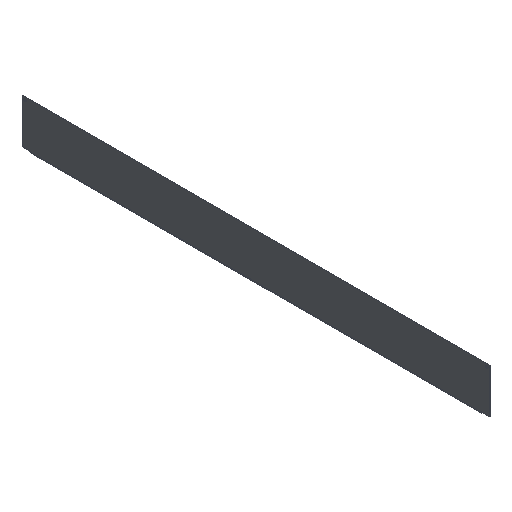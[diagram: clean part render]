
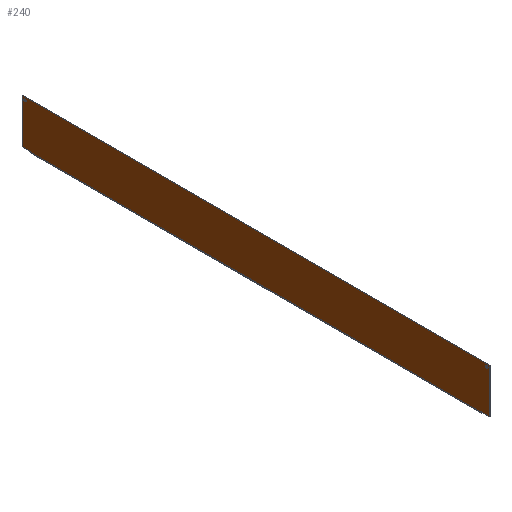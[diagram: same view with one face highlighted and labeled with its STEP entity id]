
A CAD part, isometric view. The second image highlights one B-rep face of the part: STEP entity #240.
In plain terms, the highlighted planar face has unit normal (-1, 0, 0).
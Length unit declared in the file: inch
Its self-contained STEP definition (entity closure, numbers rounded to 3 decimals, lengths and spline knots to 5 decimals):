
#36 = ORIENTED_EDGE ( 'NONE', *, *, #514, .F. ) ;
#84 = CARTESIAN_POINT ( 'NONE',  ( -0.057, -29.9375, 2.9375 ) ) ;
#96 = DIRECTION ( 'NONE',  ( 0., 1., 0. ) ) ;
#103 = VECTOR ( 'NONE', #938, 39.37008 ) ;
#117 = CARTESIAN_POINT ( 'NONE',  ( -0.057, 29.9375, -2.9375 ) ) ;
#137 = VECTOR ( 'NONE', #1760, 39.37008 ) ;
#142 = CARTESIAN_POINT ( 'NONE',  ( -0.057, -29.5625, 2.5625 ) ) ;
#151 = FACE_BOUND ( 'NONE', #352, .T. ) ;
#169 = CIRCLE ( 'NONE', #701, 0.125 ) ;
#175 = EDGE_CURVE ( 'NONE', #976, #271, #789, .T. ) ;
#186 = CARTESIAN_POINT ( 'NONE',  ( -0.057, 29.5625, 2.5625 ) ) ;
#202 = EDGE_CURVE ( 'NONE', #1775, #2026, #169, .T. ) ;
#240 = ADVANCED_FACE ( 'NONE', ( #645, #151, #797 ), #1466, .F. ) ;
#271 = VERTEX_POINT ( 'NONE', #998 ) ;
#275 = CIRCLE ( 'NONE', #1504, 0.125 ) ;
#344 = CARTESIAN_POINT ( 'NONE',  ( -0.057, 29.9375, 2.9375 ) ) ;
#352 = EDGE_LOOP ( 'NONE', ( #683, #1636 ) ) ;
#422 = EDGE_CURVE ( 'NONE', #271, #1064, #1448, .T. ) ;
#425 = CARTESIAN_POINT ( 'NONE',  ( -0.057, -29.9375, -2.781 ) ) ;
#444 = EDGE_CURVE ( 'NONE', #767, #1422, #1281, .T. ) ;
#457 = VECTOR ( 'NONE', #1980, 39.37008 ) ;
#460 = ORIENTED_EDGE ( 'NONE', *, *, #422, .F. ) ;
#514 = EDGE_CURVE ( 'NONE', #871, #1415, #641, .T. ) ;
#548 = EDGE_CURVE ( 'NONE', #1576, #1296, #275, .T. ) ;
#554 = CARTESIAN_POINT ( 'NONE',  ( -0.057, 29.4375, 2.5625 ) ) ;
#641 = LINE ( 'NONE', #117, #942 ) ;
#645 = FACE_OUTER_BOUND ( 'NONE', #874, .T. ) ;
#660 = DIRECTION ( 'NONE',  ( 0., 1., 0. ) ) ;
#667 = AXIS2_PLACEMENT_3D ( 'NONE', #186, #1470, #2133 ) ;
#671 = DIRECTION ( 'NONE',  ( 1., 0., 0. ) ) ;
#677 = ORIENTED_EDGE ( 'NONE', *, *, #1364, .F. ) ;
#683 = ORIENTED_EDGE ( 'NONE', *, *, #891, .T. ) ;
#701 = AXIS2_PLACEMENT_3D ( 'NONE', #831, #671, #1007 ) ;
#728 = ORIENTED_EDGE ( 'NONE', *, *, #1783, .F. ) ;
#767 = VERTEX_POINT ( 'NONE', #84 ) ;
#774 = CIRCLE ( 'NONE', #841, 0.125 ) ;
#789 = LINE ( 'NONE', #987, #875 ) ;
#797 = FACE_BOUND ( 'NONE', #1967, .T. ) ;
#798 = AXIS2_PLACEMENT_3D ( 'NONE', #971, #1293, #1954 ) ;
#804 = CARTESIAN_POINT ( 'NONE',  ( -0.057, -29.9375, 2.9375 ) ) ;
#831 = CARTESIAN_POINT ( 'NONE',  ( -0.057, 29.5625, 2.5625 ) ) ;
#841 = AXIS2_PLACEMENT_3D ( 'NONE', #142, #1693, #660 ) ;
#871 = VERTEX_POINT ( 'NONE', #1098 ) ;
#874 = EDGE_LOOP ( 'NONE', ( #460, #1889, #728, #2152, #1206, #36, #677, #1832 ) ) ;
#875 = VECTOR ( 'NONE', #1828, 39.37008 ) ;
#891 = EDGE_CURVE ( 'NONE', #1296, #1576, #774, .T. ) ;
#904 = CARTESIAN_POINT ( 'NONE',  ( -0.057, -29.6875, 2.5625 ) ) ;
#930 = LINE ( 'NONE', #1781, #1753 ) ;
#938 = DIRECTION ( 'NONE',  ( 0., 0., -1. ) ) ;
#942 = VECTOR ( 'NONE', #1968, 39.37008 ) ;
#971 = CARTESIAN_POINT ( 'NONE',  ( -0.057, -29.9375, -2.9375 ) ) ;
#976 = VERTEX_POINT ( 'NONE', #1177 ) ;
#987 = CARTESIAN_POINT ( 'NONE',  ( -0.057, -28.875, -2.781 ) ) ;
#998 = CARTESIAN_POINT ( 'NONE',  ( -0.057, -28.875, -2.8515 ) ) ;
#1007 = DIRECTION ( 'NONE',  ( 0., 1., 0. ) ) ;
#1008 = EDGE_CURVE ( 'NONE', #2026, #1775, #1611, .T. ) ;
#1064 = VERTEX_POINT ( 'NONE', #1529 ) ;
#1088 = ORIENTED_EDGE ( 'NONE', *, *, #202, .T. ) ;
#1098 = CARTESIAN_POINT ( 'NONE',  ( -0.057, 29.9375, -2.781 ) ) ;
#1106 = LINE ( 'NONE', #425, #137 ) ;
#1108 = CARTESIAN_POINT ( 'NONE',  ( -0.057, 28.875, -2.8515 ) ) ;
#1122 = DIRECTION ( 'NONE',  ( 0., 1., 0. ) ) ;
#1171 = LINE ( 'NONE', #344, #457 ) ;
#1177 = CARTESIAN_POINT ( 'NONE',  ( -0.057, -28.875, -2.781 ) ) ;
#1206 = ORIENTED_EDGE ( 'NONE', *, *, #1539, .F. ) ;
#1262 = VECTOR ( 'NONE', #1122, 39.37008 ) ;
#1281 = LINE ( 'NONE', #804, #103 ) ;
#1293 = DIRECTION ( 'NONE',  ( 1., 0., 0. ) ) ;
#1296 = VERTEX_POINT ( 'NONE', #1881 ) ;
#1352 = ORIENTED_EDGE ( 'NONE', *, *, #1008, .T. ) ;
#1364 = EDGE_CURVE ( 'NONE', #1897, #871, #930, .T. ) ;
#1396 = DIRECTION ( 'NONE',  ( 0., 0., 1. ) ) ;
#1415 = VERTEX_POINT ( 'NONE', #1622 ) ;
#1422 = VERTEX_POINT ( 'NONE', #1600 ) ;
#1435 = CARTESIAN_POINT ( 'NONE',  ( -0.057, -29.5625, 2.5625 ) ) ;
#1448 = LINE ( 'NONE', #1108, #1262 ) ;
#1457 = DIRECTION ( 'NONE',  ( 0., 1., 0. ) ) ;
#1466 = PLANE ( 'NONE',  #798 ) ;
#1470 = DIRECTION ( 'NONE',  ( 1., 0., 0. ) ) ;
#1504 = AXIS2_PLACEMENT_3D ( 'NONE', #1435, #1933, #96 ) ;
#1529 = CARTESIAN_POINT ( 'NONE',  ( -0.057, 28.875, -2.8515 ) ) ;
#1539 = EDGE_CURVE ( 'NONE', #1415, #767, #1171, .T. ) ;
#1576 = VERTEX_POINT ( 'NONE', #904 ) ;
#1592 = EDGE_CURVE ( 'NONE', #1064, #1897, #1869, .T. ) ;
#1600 = CARTESIAN_POINT ( 'NONE',  ( -0.057, -29.9375, -2.781 ) ) ;
#1611 = CIRCLE ( 'NONE', #667, 0.125 ) ;
#1622 = CARTESIAN_POINT ( 'NONE',  ( -0.057, 29.9375, 2.9375 ) ) ;
#1628 = CARTESIAN_POINT ( 'NONE',  ( -0.057, 29.6875, 2.5625 ) ) ;
#1636 = ORIENTED_EDGE ( 'NONE', *, *, #548, .T. ) ;
#1693 = DIRECTION ( 'NONE',  ( 1., 0., 0. ) ) ;
#1736 = CARTESIAN_POINT ( 'NONE',  ( -0.057, 28.875, -3.8435 ) ) ;
#1753 = VECTOR ( 'NONE', #1457, 39.37008 ) ;
#1760 = DIRECTION ( 'NONE',  ( 0., 1., 0. ) ) ;
#1775 = VERTEX_POINT ( 'NONE', #1628 ) ;
#1781 = CARTESIAN_POINT ( 'NONE',  ( -0.057, 28.875, -2.781 ) ) ;
#1783 = EDGE_CURVE ( 'NONE', #1422, #976, #1106, .T. ) ;
#1828 = DIRECTION ( 'NONE',  ( 0., 0., -1. ) ) ;
#1832 = ORIENTED_EDGE ( 'NONE', *, *, #1592, .F. ) ;
#1841 = CARTESIAN_POINT ( 'NONE',  ( -0.057, 28.875, -2.781 ) ) ;
#1869 = LINE ( 'NONE', #1736, #1923 ) ;
#1881 = CARTESIAN_POINT ( 'NONE',  ( -0.057, -29.4375, 2.5625 ) ) ;
#1889 = ORIENTED_EDGE ( 'NONE', *, *, #175, .F. ) ;
#1897 = VERTEX_POINT ( 'NONE', #1841 ) ;
#1923 = VECTOR ( 'NONE', #1396, 39.37008 ) ;
#1933 = DIRECTION ( 'NONE',  ( 1., 0., 0. ) ) ;
#1954 = DIRECTION ( 'NONE',  ( 0., 1., 0. ) ) ;
#1967 = EDGE_LOOP ( 'NONE', ( #1088, #1352 ) ) ;
#1968 = DIRECTION ( 'NONE',  ( 0., 0., 1. ) ) ;
#1980 = DIRECTION ( 'NONE',  ( 0., -1., 0. ) ) ;
#2026 = VERTEX_POINT ( 'NONE', #554 ) ;
#2133 = DIRECTION ( 'NONE',  ( 0., 1., 0. ) ) ;
#2152 = ORIENTED_EDGE ( 'NONE', *, *, #444, .F. ) ;
